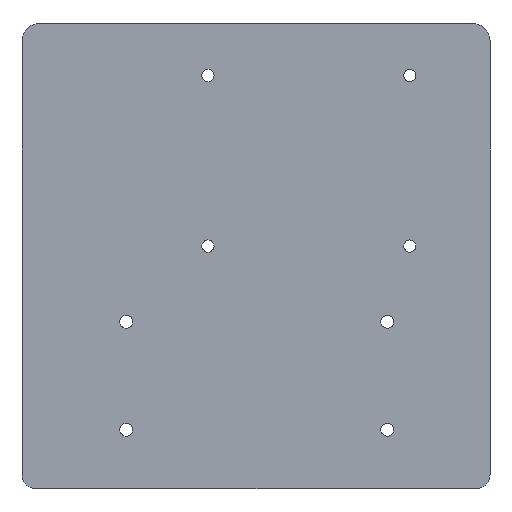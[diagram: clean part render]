
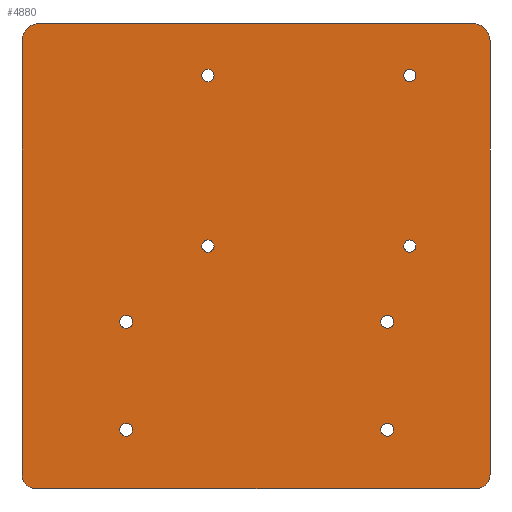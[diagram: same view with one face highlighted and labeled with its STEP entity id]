
A CAD part, front view. The second image highlights one B-rep face of the part: STEP entity #4880.
In plain terms, the highlighted planar face has unit normal (0, -1, 0).
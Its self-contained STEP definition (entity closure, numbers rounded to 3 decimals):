
#382=FACE_BOUND('',#1090,.T.);
#383=FACE_BOUND('',#1091,.T.);
#384=FACE_BOUND('',#1092,.T.);
#385=FACE_BOUND('',#1093,.T.);
#386=FACE_BOUND('',#1094,.T.);
#387=FACE_BOUND('',#1095,.T.);
#388=FACE_BOUND('',#1096,.T.);
#389=FACE_BOUND('',#1097,.T.);
#509=PLANE('',#5119);
#773=FACE_OUTER_BOUND('',#1089,.T.);
#1089=EDGE_LOOP('',(#4562,#4563,#4564,#4565,#4566,#4567,#4568,#4569));
#1090=EDGE_LOOP('',(#4570));
#1091=EDGE_LOOP('',(#4571));
#1092=EDGE_LOOP('',(#4572));
#1093=EDGE_LOOP('',(#4573));
#1094=EDGE_LOOP('',(#4574));
#1095=EDGE_LOOP('',(#4575));
#1096=EDGE_LOOP('',(#4576));
#1097=EDGE_LOOP('',(#4577));
#1126=LINE('',#6095,#1540);
#1211=LINE('',#6755,#1625);
#1430=LINE('',#8955,#1844);
#1510=LINE('',#9225,#1924);
#1540=VECTOR('',#5198,10.);
#1625=VECTOR('',#5313,10.);
#1844=VECTOR('',#5690,10.);
#1924=VECTOR('',#6002,10.);
#1937=CIRCLE('',#4905,5.);
#1949=CIRCLE('',#4920,5.);
#1973=CIRCLE('',#5046,1.75);
#1974=CIRCLE('',#5048,1.75);
#1975=CIRCLE('',#5050,1.75);
#1976=CIRCLE('',#5052,1.75);
#1977=CIRCLE('',#5054,1.85);
#1979=CIRCLE('',#5057,1.85);
#1981=CIRCLE('',#5060,1.85);
#1983=CIRCLE('',#5063,1.85);
#2002=CIRCLE('',#5115,4.);
#2003=CIRCLE('',#5118,4.);
#2032=VERTEX_POINT('',#6085);
#2033=VERTEX_POINT('',#6087);
#2035=VERTEX_POINT('',#6093);
#2204=VERTEX_POINT('',#6749);
#2205=VERTEX_POINT('',#6753);
#2397=VERTEX_POINT('',#8954);
#2433=VERTEX_POINT('',#9077);
#2434=VERTEX_POINT('',#9081);
#2435=VERTEX_POINT('',#9085);
#2436=VERTEX_POINT('',#9089);
#2437=VERTEX_POINT('',#9093);
#2439=VERTEX_POINT('',#9099);
#2441=VERTEX_POINT('',#9105);
#2443=VERTEX_POINT('',#9111);
#2470=VERTEX_POINT('',#9220);
#2471=VERTEX_POINT('',#9224);
#2508=EDGE_CURVE('',#2032,#2033,#1937,.T.);
#2512=EDGE_CURVE('',#2035,#2032,#1126,.T.);
#2684=EDGE_CURVE('',#2204,#2035,#1949,.T.);
#2687=EDGE_CURVE('',#2204,#2205,#1211,.T.);
#3042=EDGE_CURVE('',#2397,#2033,#1430,.T.);
#3104=EDGE_CURVE('',#2433,#2433,#1973,.T.);
#3106=EDGE_CURVE('',#2434,#2434,#1974,.T.);
#3108=EDGE_CURVE('',#2435,#2435,#1975,.T.);
#3110=EDGE_CURVE('',#2436,#2436,#1976,.T.);
#3112=EDGE_CURVE('',#2437,#2437,#1977,.T.);
#3115=EDGE_CURVE('',#2439,#2439,#1979,.T.);
#3118=EDGE_CURVE('',#2441,#2441,#1981,.T.);
#3121=EDGE_CURVE('',#2443,#2443,#1983,.T.);
#3169=EDGE_CURVE('',#2397,#2470,#2002,.T.);
#3171=EDGE_CURVE('',#2471,#2470,#1510,.T.);
#3173=EDGE_CURVE('',#2471,#2205,#2003,.T.);
#4562=ORIENTED_EDGE('',*,*,#2508,.F.);
#4563=ORIENTED_EDGE('',*,*,#2512,.F.);
#4564=ORIENTED_EDGE('',*,*,#2684,.F.);
#4565=ORIENTED_EDGE('',*,*,#2687,.T.);
#4566=ORIENTED_EDGE('',*,*,#3173,.F.);
#4567=ORIENTED_EDGE('',*,*,#3171,.T.);
#4568=ORIENTED_EDGE('',*,*,#3169,.F.);
#4569=ORIENTED_EDGE('',*,*,#3042,.T.);
#4570=ORIENTED_EDGE('',*,*,#3104,.T.);
#4571=ORIENTED_EDGE('',*,*,#3106,.T.);
#4572=ORIENTED_EDGE('',*,*,#3108,.T.);
#4573=ORIENTED_EDGE('',*,*,#3110,.T.);
#4574=ORIENTED_EDGE('',*,*,#3112,.T.);
#4575=ORIENTED_EDGE('',*,*,#3115,.T.);
#4576=ORIENTED_EDGE('',*,*,#3118,.T.);
#4577=ORIENTED_EDGE('',*,*,#3121,.T.);
#4880=ADVANCED_FACE('',(#773,#382,#383,#384,#385,#386,#387,#388,#389),#509,
 .F.);
#4905=AXIS2_PLACEMENT_3D('',#6088,#5191,#5192);
#4920=AXIS2_PLACEMENT_3D('',#6750,#5307,#5308);
#5046=AXIS2_PLACEMENT_3D('',#9079,#5823,#5824);
#5048=AXIS2_PLACEMENT_3D('',#9083,#5828,#5829);
#5050=AXIS2_PLACEMENT_3D('',#9087,#5833,#5834);
#5052=AXIS2_PLACEMENT_3D('',#9091,#5838,#5839);
#5054=AXIS2_PLACEMENT_3D('',#9095,#5843,#5844);
#5057=AXIS2_PLACEMENT_3D('',#9101,#5850,#5851);
#5060=AXIS2_PLACEMENT_3D('',#9107,#5857,#5858);
#5063=AXIS2_PLACEMENT_3D('',#9113,#5864,#5865);
#5115=AXIS2_PLACEMENT_3D('',#9221,#5997,#5998);
#5118=AXIS2_PLACEMENT_3D('',#9228,#6006,#6007);
#5119=AXIS2_PLACEMENT_3D('',#9229,#6008,#6009);
#5191=DIRECTION('center_axis',(0.,1.,0.));
#5192=DIRECTION('ref_axis',(0.707,0.,0.707));
#5198=DIRECTION('',(1.,0.,0.));
#5307=DIRECTION('center_axis',(0.,1.,0.));
#5308=DIRECTION('ref_axis',(-0.707,0.,0.707));
#5313=DIRECTION('',(0.,0.,-1.));
#5690=DIRECTION('',(0.,0.,1.));
#5823=DIRECTION('center_axis',(0.,1.,0.));
#5824=DIRECTION('ref_axis',(0.,0.,1.));
#5828=DIRECTION('center_axis',(0.,1.,0.));
#5829=DIRECTION('ref_axis',(0.,0.,1.));
#5833=DIRECTION('center_axis',(0.,1.,0.));
#5834=DIRECTION('ref_axis',(0.,0.,1.));
#5838=DIRECTION('center_axis',(0.,1.,0.));
#5839=DIRECTION('ref_axis',(0.,0.,1.));
#5843=DIRECTION('center_axis',(0.,1.,0.));
#5844=DIRECTION('ref_axis',(0.,0.,1.));
#5850=DIRECTION('center_axis',(0.,1.,0.));
#5851=DIRECTION('ref_axis',(0.,0.,1.));
#5857=DIRECTION('center_axis',(0.,1.,0.));
#5858=DIRECTION('ref_axis',(0.,0.,1.));
#5864=DIRECTION('center_axis',(0.,1.,0.));
#5865=DIRECTION('ref_axis',(0.,0.,1.));
#5997=DIRECTION('center_axis',(0.,1.,0.));
#5998=DIRECTION('ref_axis',(0.707,0.,-0.707));
#6002=DIRECTION('',(1.,0.,0.));
#6006=DIRECTION('center_axis',(0.,1.,0.));
#6007=DIRECTION('ref_axis',(-0.707,0.,-0.707));
#6008=DIRECTION('center_axis',(0.,1.,0.));
#6009=DIRECTION('ref_axis',(1.,0.,0.));
#6085=CARTESIAN_POINT('',(37.013,-3.5,39.473));
#6087=CARTESIAN_POINT('',(42.013,-3.5,34.473));
#6088=CARTESIAN_POINT('Origin',(37.013,-3.5,34.473));
#6093=CARTESIAN_POINT('',(-87.415,-3.5,39.473));
#6095=CARTESIAN_POINT('',(42.013,-3.5,39.473));
#6749=CARTESIAN_POINT('',(-92.415,-3.5,34.473));
#6750=CARTESIAN_POINT('Origin',(-87.415,-3.5,34.473));
#6753=CARTESIAN_POINT('',(-92.415,-3.5,-90.177));
#6755=CARTESIAN_POINT('',(-92.415,-3.5,34.473));
#8954=CARTESIAN_POINT('',(42.013,-3.5,-90.177));
#8955=CARTESIAN_POINT('',(42.013,-3.5,-94.177));
#9077=CARTESIAN_POINT('',(19.,-3.5,-26.25));
#9079=CARTESIAN_POINT('Origin',(19.,-3.5,-24.5));
#9081=CARTESIAN_POINT('',(19.,-3.5,22.75));
#9083=CARTESIAN_POINT('Origin',(19.,-3.5,24.5));
#9085=CARTESIAN_POINT('',(-39.,-3.5,-26.25));
#9087=CARTESIAN_POINT('Origin',(-39.,-3.5,-24.5));
#9089=CARTESIAN_POINT('',(-39.,-3.5,22.75));
#9091=CARTESIAN_POINT('Origin',(-39.,-3.5,24.5));
#9093=CARTESIAN_POINT('',(12.5,-3.5,-48.125));
#9095=CARTESIAN_POINT('Origin',(12.5,-3.5,-46.275));
#9099=CARTESIAN_POINT('',(12.5,-3.5,-79.125));
#9101=CARTESIAN_POINT('Origin',(12.5,-3.5,-77.275));
#9105=CARTESIAN_POINT('',(-62.5,-3.5,-79.125));
#9107=CARTESIAN_POINT('Origin',(-62.5,-3.5,-77.275));
#9111=CARTESIAN_POINT('',(-62.5,-3.5,-48.125));
#9113=CARTESIAN_POINT('Origin',(-62.5,-3.5,-46.275));
#9220=CARTESIAN_POINT('',(38.013,-3.5,-94.177));
#9221=CARTESIAN_POINT('Origin',(38.013,-3.5,-90.177));
#9224=CARTESIAN_POINT('',(-88.415,-3.5,-94.177));
#9225=CARTESIAN_POINT('',(-92.415,-3.5,-94.177));
#9228=CARTESIAN_POINT('Origin',(-88.415,-3.5,-90.177));
#9229=CARTESIAN_POINT('Origin',(-25.201,-3.5,-29.852));
